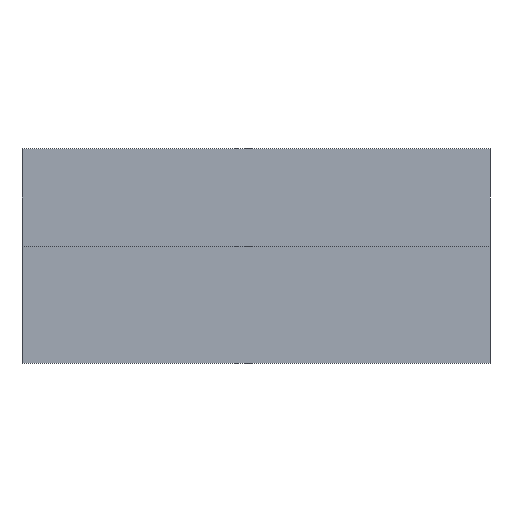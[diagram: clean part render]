
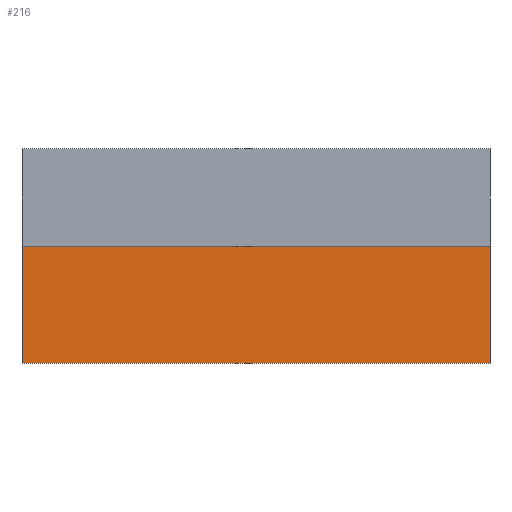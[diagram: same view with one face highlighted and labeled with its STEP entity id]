
A CAD part, front view. The second image highlights one B-rep face of the part: STEP entity #216.
In plain terms, the highlighted planar face has unit normal (0, -1, 0).
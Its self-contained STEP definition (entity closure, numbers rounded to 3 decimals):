
#15 = FACE_OUTER_BOUND ( 'NONE', #80, .T. ) ;
#19 = CARTESIAN_POINT ( 'NONE',  ( 42., -0.75, -10. ) ) ;
#23 = DIRECTION ( 'NONE',  ( 0., 0., 1. ) ) ;
#38 = VECTOR ( 'NONE', #207, 1000. ) ;
#44 = CARTESIAN_POINT ( 'NONE',  ( -6., -0.75, -22. ) ) ;
#49 = EDGE_CURVE ( 'NONE', #214, #151, #50, .T. ) ;
#50 = LINE ( 'NONE', #158, #302 ) ;
#55 = PLANE ( 'NONE',  #239 ) ;
#60 = EDGE_CURVE ( 'NONE', #168, #103, #208, .T. ) ;
#72 = DIRECTION ( 'NONE',  ( 0., 0., -1. ) ) ;
#76 = ORIENTED_EDGE ( 'NONE', *, *, #249, .F. ) ;
#80 = EDGE_LOOP ( 'NONE', ( #93, #324, #129, #76 ) ) ;
#93 = ORIENTED_EDGE ( 'NONE', *, *, #60, .T. ) ;
#103 = VERTEX_POINT ( 'NONE', #231 ) ;
#129 = ORIENTED_EDGE ( 'NONE', *, *, #49, .F. ) ;
#135 = CARTESIAN_POINT ( 'NONE',  ( 42., -0.75, -10. ) ) ;
#151 = VERTEX_POINT ( 'NONE', #44 ) ;
#154 = CARTESIAN_POINT ( 'NONE',  ( 42., -0.75, -10. ) ) ;
#158 = CARTESIAN_POINT ( 'NONE',  ( 42., -0.75, -22. ) ) ;
#168 = VERTEX_POINT ( 'NONE', #19 ) ;
#177 = EDGE_CURVE ( 'NONE', #103, #151, #248, .T. ) ;
#207 = DIRECTION ( 'NONE',  ( 0., 0., -1. ) ) ;
#208 = LINE ( 'NONE', #243, #317 ) ;
#213 = DIRECTION ( 'NONE',  ( -1., 0., 0. ) ) ;
#214 = VERTEX_POINT ( 'NONE', #285 ) ;
#216 = ADVANCED_FACE ( 'NONE', ( #15 ), #55, .F. ) ;
#231 = CARTESIAN_POINT ( 'NONE',  ( -6., -0.75, -10. ) ) ;
#239 = AXIS2_PLACEMENT_3D ( 'NONE', #135, #264, #23 ) ;
#243 = CARTESIAN_POINT ( 'NONE',  ( 42., -0.75, -10. ) ) ;
#248 = LINE ( 'NONE', #329, #298 ) ;
#249 = EDGE_CURVE ( 'NONE', #168, #214, #305, .T. ) ;
#264 = DIRECTION ( 'NONE',  ( 0., 1., 0. ) ) ;
#285 = CARTESIAN_POINT ( 'NONE',  ( 42., -0.75, -22. ) ) ;
#298 = VECTOR ( 'NONE', #72, 1000. ) ;
#302 = VECTOR ( 'NONE', #213, 1000. ) ;
#305 = LINE ( 'NONE', #154, #38 ) ;
#315 = DIRECTION ( 'NONE',  ( -1., 0., 0. ) ) ;
#317 = VECTOR ( 'NONE', #315, 1000. ) ;
#324 = ORIENTED_EDGE ( 'NONE', *, *, #177, .T. ) ;
#329 = CARTESIAN_POINT ( 'NONE',  ( -6., -0.75, -10. ) ) ;
